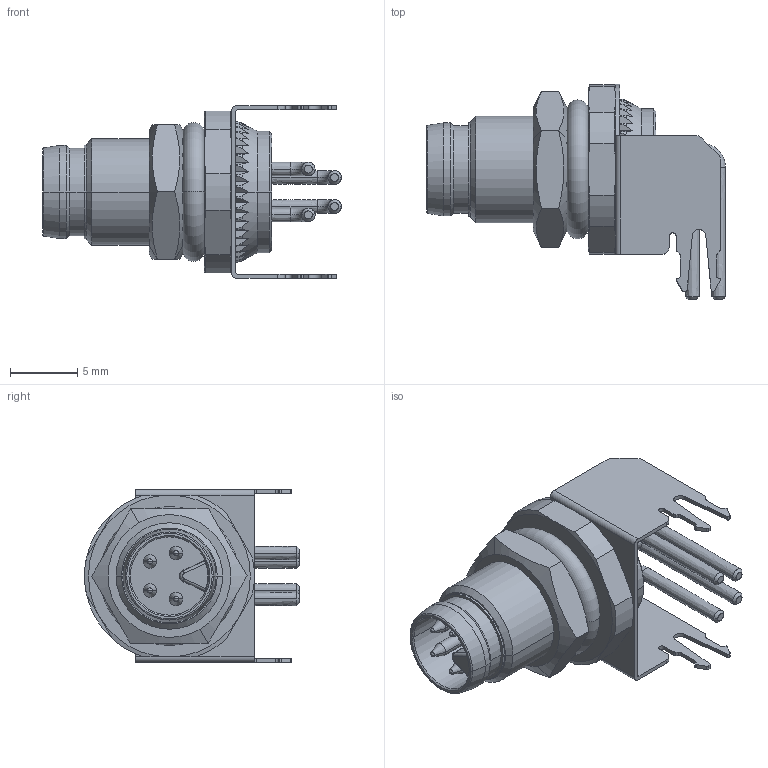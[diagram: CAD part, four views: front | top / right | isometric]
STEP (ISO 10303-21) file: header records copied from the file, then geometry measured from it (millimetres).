
FILE_DESCRIPTION((''),'2;1');
FILE_NAME('M8AS-04PMMR-SF8001_SW0001','2017-02-07T',('ks7709'),(''),'PRO/ENGINEER BY PARAMETRIC TECHNOLOGY CORPORATION, 2013050','PRO/ENGINEER BY PARAMETRIC TECHNOLOGY CORPORATION, 2013050','');
FILE_SCHEMA(('CONFIG_CONTROL_DESIGN'));
Length unit declared in the file: millimetre
Products named in the file (1): M8AS-04PMMR-SF8001_SW0001
Bounding box: 22.15 x 15.95 x 12.8 mm (x, y, z)
Volume: 1117.2 mm3; surface area: 1465.7 mm2
Topology: 1 solids, 1 shells, 387 faces, 1039 edges, 662 vertices
Faces by surface type: plane 153, cylinder 112, torus 45, cone 37, bspline 32, sphere 8
Entity records: 16291 total; most frequent: CARTESIAN_POINT 5712, ORIENTED_EDGE 2062, DIRECTION 1808, EDGE_CURVE 1031, AXIS2_PLACEMENT_3D 670, VERTEX_POINT 662, VECTOR 468, LINE 468
